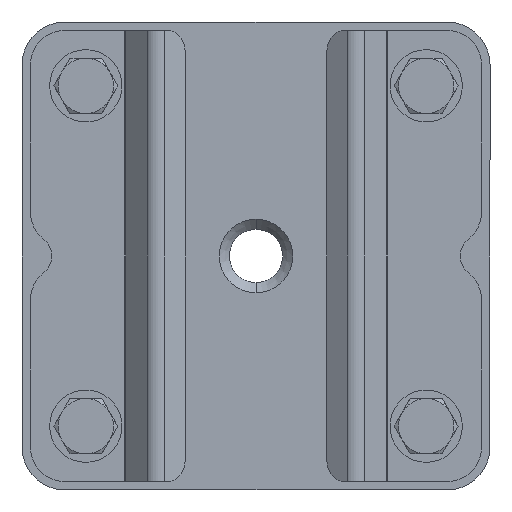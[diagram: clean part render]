
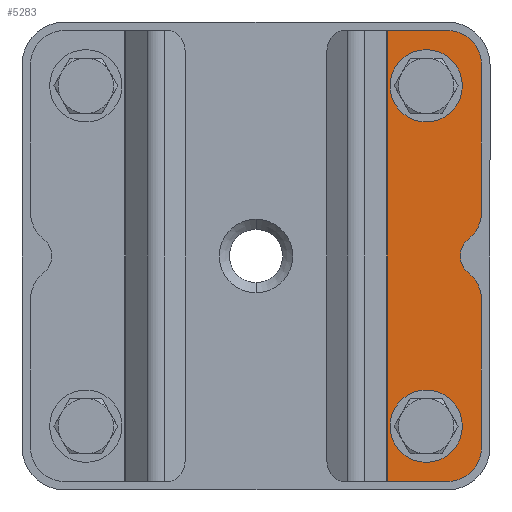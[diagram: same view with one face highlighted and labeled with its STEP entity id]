
A CAD part, front view. The second image highlights one B-rep face of the part: STEP entity #5283.
In plain terms, the highlighted planar face has unit normal (0, -1, 0).
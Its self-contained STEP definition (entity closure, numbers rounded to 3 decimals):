
#104 = DIRECTION ( 'NONE',  ( 0., 0., -1. ) ) ;
#260 = CARTESIAN_POINT ( 'NONE',  ( 3.941, 0., 3.077 ) ) ;
#342 = ORIENTED_EDGE ( 'NONE', *, *, #568, .F. ) ;
#469 = DIRECTION ( 'NONE',  ( 0., 1., 0. ) ) ;
#568 = EDGE_CURVE ( 'NONE', #18682, #3619, #12143, .T. ) ;
#583 = DIRECTION ( 'NONE',  ( 0., 0., -1. ) ) ;
#860 = CARTESIAN_POINT ( 'NONE',  ( -53., 0., 8. ) ) ;
#1367 = CARTESIAN_POINT ( 'NONE',  ( 45., 0., 0. ) ) ;
#1379 = FACE_BOUND ( 'NONE', #15765, .T. ) ;
#2068 = VERTEX_POINT ( 'NONE', #3205 ) ;
#2150 = CARTESIAN_POINT ( 'NONE',  ( -53., 0., 22.196 ) ) ;
#2173 = AXIS2_PLACEMENT_3D ( 'NONE', #17482, #14039, #15892 ) ;
#2257 = VERTEX_POINT ( 'NONE', #860 ) ;
#2470 = CIRCLE ( 'NONE', #6023, 8. ) ;
#2622 = CARTESIAN_POINT ( 'NONE',  ( 53., 0., 22.196 ) ) ;
#2783 = DIRECTION ( 'NONE',  ( 0., 0., -1. ) ) ;
#3205 = CARTESIAN_POINT ( 'NONE',  ( -10.247, 0., 0. ) ) ;
#3208 = CARTESIAN_POINT ( 'NONE',  ( 53., 0., 0. ) ) ;
#3220 = AXIS2_PLACEMENT_3D ( 'NONE', #20778, #8574, #10321 ) ;
#3346 = VERTEX_POINT ( 'NONE', #3738 ) ;
#3356 = CARTESIAN_POINT ( 'NONE',  ( -10.247, 0., 8. ) ) ;
#3406 = EDGE_CURVE ( 'NONE', #18682, #17967, #4944, .T. ) ;
#3619 = VERTEX_POINT ( 'NONE', #1367 ) ;
#3651 = DIRECTION ( 'NONE',  ( 0., 1., 0. ) ) ;
#3738 = CARTESIAN_POINT ( 'NONE',  ( -40., 0., 8.5 ) ) ;
#3845 = DIRECTION ( 'NONE',  ( 0., 0., -1. ) ) ;
#3864 = AXIS2_PLACEMENT_3D ( 'NONE', #21653, #18304, #2783 ) ;
#4109 = FACE_OUTER_BOUND ( 'NONE', #18748, .T. ) ;
#4287 = EDGE_CURVE ( 'NONE', #16746, #2068, #11465, .T. ) ;
#4889 = EDGE_CURVE ( 'NONE', #2068, #17719, #4897, .T. ) ;
#4897 = LINE ( 'NONE', #19152, #11188 ) ;
#4925 = DIRECTION ( 'NONE',  ( -1., 0., 0. ) ) ;
#4944 = LINE ( 'NONE', #3208, #16958 ) ;
#4979 = VERTEX_POINT ( 'NONE', #8925 ) ;
#5132 = VECTOR ( 'NONE', #14766, 1000. ) ;
#5243 = DIRECTION ( 'NONE',  ( 0., 0., -1. ) ) ;
#5283 = ADVANCED_FACE ( 'NONE', ( #19912, #1379, #4109 ), #16714, .T. ) ;
#5686 = CARTESIAN_POINT ( 'NONE',  ( -40., 0., 13. ) ) ;
#5708 = EDGE_CURVE ( 'NONE', #17900, #19459, #2470, .T. ) ;
#6023 = AXIS2_PLACEMENT_3D ( 'NONE', #15563, #14344, #3845 ) ;
#6230 = LINE ( 'NONE', #2622, #5132 ) ;
#6318 = EDGE_CURVE ( 'NONE', #2257, #18118, #14958, .T. ) ;
#6405 = EDGE_CURVE ( 'NONE', #17967, #18118, #6230, .T. ) ;
#6902 = CARTESIAN_POINT ( 'NONE',  ( 40., 0., 17.5 ) ) ;
#7151 = EDGE_CURVE ( 'NONE', #19459, #16746, #8388, .T. ) ;
#7403 = VERTEX_POINT ( 'NONE', #21100 ) ;
#7834 = ORIENTED_EDGE ( 'NONE', *, *, #6405, .T. ) ;
#8330 = ORIENTED_EDGE ( 'NONE', *, *, #5708, .F. ) ;
#8388 = CIRCLE ( 'NONE', #3864, 5. ) ;
#8574 = DIRECTION ( 'NONE',  ( 0., 1., 0. ) ) ;
#8627 = CARTESIAN_POINT ( 'NONE',  ( -3.941, 0., 3.077 ) ) ;
#8731 = ORIENTED_EDGE ( 'NONE', *, *, #4889, .F. ) ;
#8805 = ORIENTED_EDGE ( 'NONE', *, *, #4287, .F. ) ;
#8925 = CARTESIAN_POINT ( 'NONE',  ( -40., 0., 17.5 ) ) ;
#9182 = ORIENTED_EDGE ( 'NONE', *, *, #3406, .T. ) ;
#9190 = DIRECTION ( 'NONE',  ( 0., 0., 1. ) ) ;
#9219 = VECTOR ( 'NONE', #12781, 1000. ) ;
#9220 = CARTESIAN_POINT ( 'NONE',  ( -45., 0., 8. ) ) ;
#9457 = CARTESIAN_POINT ( 'NONE',  ( 53., 0., 8. ) ) ;
#9477 = DIRECTION ( 'NONE',  ( 0., 1., 0. ) ) ;
#9543 = ORIENTED_EDGE ( 'NONE', *, *, #21718, .F. ) ;
#9808 = CARTESIAN_POINT ( 'NONE',  ( 53., 0., 0. ) ) ;
#10010 = ORIENTED_EDGE ( 'NONE', *, *, #16482, .T. ) ;
#10321 = DIRECTION ( 'NONE',  ( 0., 0., 1. ) ) ;
#10415 = DIRECTION ( 'NONE',  ( 0., 1., 0. ) ) ;
#10683 = AXIS2_PLACEMENT_3D ( 'NONE', #9808, #22022, #16577 ) ;
#11053 = ORIENTED_EDGE ( 'NONE', *, *, #21586, .F. ) ;
#11188 = VECTOR ( 'NONE', #18623, 1000. ) ;
#11196 = VERTEX_POINT ( 'NONE', #6902 ) ;
#11465 = CIRCLE ( 'NONE', #13572, 8. ) ;
#11667 = EDGE_CURVE ( 'NONE', #3346, #4979, #21579, .T. ) ;
#12143 = CIRCLE ( 'NONE', #20236, 8. ) ;
#12533 = CARTESIAN_POINT ( 'NONE',  ( 53., 0., 22.196 ) ) ;
#12781 = DIRECTION ( 'NONE',  ( 0., 0., 1. ) ) ;
#12909 = CARTESIAN_POINT ( 'NONE',  ( 40., 0., 13. ) ) ;
#13423 = CARTESIAN_POINT ( 'NONE',  ( -45., 0., 0. ) ) ;
#13572 = AXIS2_PLACEMENT_3D ( 'NONE', #3356, #3651, #104 ) ;
#13655 = ORIENTED_EDGE ( 'NONE', *, *, #7151, .F. ) ;
#14039 = DIRECTION ( 'NONE',  ( 0., 1., 0. ) ) ;
#14344 = DIRECTION ( 'NONE',  ( 0., 1., 0. ) ) ;
#14430 = ORIENTED_EDGE ( 'NONE', *, *, #16237, .T. ) ;
#14748 = DIRECTION ( 'NONE',  ( 0., 0., 1. ) ) ;
#14765 = ORIENTED_EDGE ( 'NONE', *, *, #22456, .T. ) ;
#14766 = DIRECTION ( 'NONE',  ( -1., 0., 0. ) ) ;
#14958 = LINE ( 'NONE', #16093, #9219 ) ;
#15238 = CARTESIAN_POINT ( 'NONE',  ( 45., 0., 8. ) ) ;
#15563 = CARTESIAN_POINT ( 'NONE',  ( 10.247, 0., 8. ) ) ;
#15765 = EDGE_LOOP ( 'NONE', ( #14765, #16927 ) ) ;
#15892 = DIRECTION ( 'NONE',  ( 0., 0., 1. ) ) ;
#16045 = CARTESIAN_POINT ( 'NONE',  ( 10.247, 0., 0. ) ) ;
#16093 = CARTESIAN_POINT ( 'NONE',  ( -53., 0., 0. ) ) ;
#16237 = EDGE_CURVE ( 'NONE', #7403, #11196, #16305, .T. ) ;
#16305 = CIRCLE ( 'NONE', #3220, 4.5 ) ;
#16482 = EDGE_CURVE ( 'NONE', #11196, #7403, #20922, .T. ) ;
#16532 = ORIENTED_EDGE ( 'NONE', *, *, #6318, .F. ) ;
#16577 = DIRECTION ( 'NONE',  ( 0., 0., -1. ) ) ;
#16714 = PLANE ( 'NONE',  #10683 ) ;
#16746 = VERTEX_POINT ( 'NONE', #8627 ) ;
#16927 = ORIENTED_EDGE ( 'NONE', *, *, #11667, .T. ) ;
#16958 = VECTOR ( 'NONE', #9190, 1000. ) ;
#17482 = CARTESIAN_POINT ( 'NONE',  ( -40., 0., 13. ) ) ;
#17719 = VERTEX_POINT ( 'NONE', #13423 ) ;
#17900 = VERTEX_POINT ( 'NONE', #16045 ) ;
#17967 = VERTEX_POINT ( 'NONE', #12533 ) ;
#18118 = VERTEX_POINT ( 'NONE', #2150 ) ;
#18304 = DIRECTION ( 'NONE',  ( 0., -1., 0. ) ) ;
#18573 = CIRCLE ( 'NONE', #20395, 4.5 ) ;
#18623 = DIRECTION ( 'NONE',  ( -1., 0., 0. ) ) ;
#18682 = VERTEX_POINT ( 'NONE', #9457 ) ;
#18748 = EDGE_LOOP ( 'NONE', ( #9543, #342, #9182, #7834, #16532, #11053, #8731, #8805, #13655, #8330 ) ) ;
#18847 = EDGE_LOOP ( 'NONE', ( #10010, #14430 ) ) ;
#19152 = CARTESIAN_POINT ( 'NONE',  ( 53., 0., 0. ) ) ;
#19459 = VERTEX_POINT ( 'NONE', #260 ) ;
#19713 = DIRECTION ( 'NONE',  ( 0., 0., 1. ) ) ;
#19872 = AXIS2_PLACEMENT_3D ( 'NONE', #12909, #9477, #14748 ) ;
#19912 = FACE_BOUND ( 'NONE', #18847, .T. ) ;
#20236 = AXIS2_PLACEMENT_3D ( 'NONE', #15238, #10415, #5243 ) ;
#20395 = AXIS2_PLACEMENT_3D ( 'NONE', #5686, #469, #19713 ) ;
#20493 = VECTOR ( 'NONE', #4925, 1000. ) ;
#20710 = CARTESIAN_POINT ( 'NONE',  ( 53., 0., 0. ) ) ;
#20778 = CARTESIAN_POINT ( 'NONE',  ( 40., 0., 13. ) ) ;
#20922 = CIRCLE ( 'NONE', #19872, 4.5 ) ;
#21061 = LINE ( 'NONE', #20710, #20493 ) ;
#21100 = CARTESIAN_POINT ( 'NONE',  ( 40., 0., 8.5 ) ) ;
#21436 = DIRECTION ( 'NONE',  ( 0., 1., 0. ) ) ;
#21579 = CIRCLE ( 'NONE', #2173, 4.5 ) ;
#21586 = EDGE_CURVE ( 'NONE', #17719, #2257, #22136, .T. ) ;
#21653 = CARTESIAN_POINT ( 'NONE',  ( 0., 0., 0. ) ) ;
#21706 = AXIS2_PLACEMENT_3D ( 'NONE', #9220, #21436, #583 ) ;
#21718 = EDGE_CURVE ( 'NONE', #3619, #17900, #21061, .T. ) ;
#22022 = DIRECTION ( 'NONE',  ( 0., -1., 0. ) ) ;
#22136 = CIRCLE ( 'NONE', #21706, 8. ) ;
#22456 = EDGE_CURVE ( 'NONE', #4979, #3346, #18573, .T. ) ;
